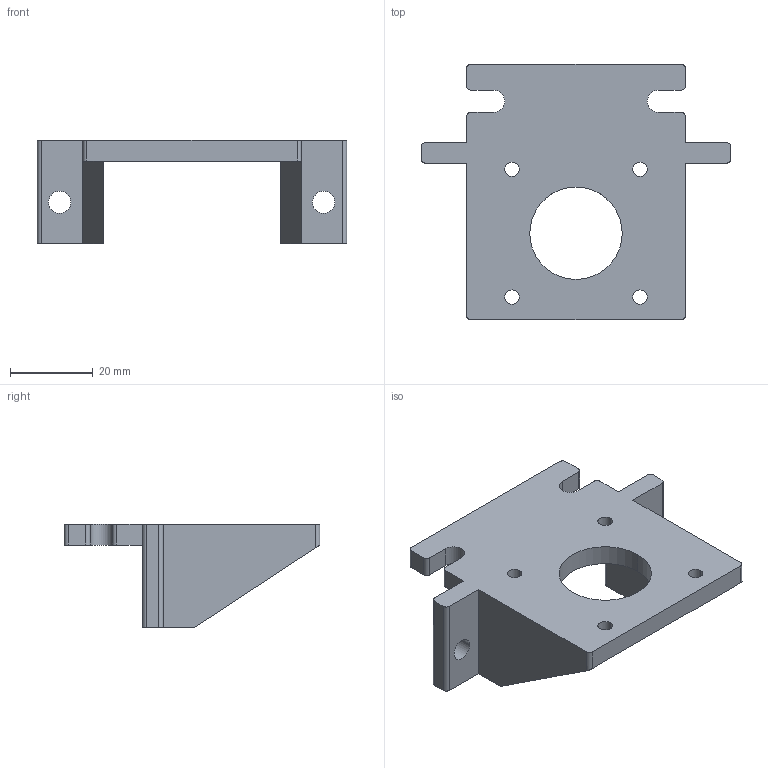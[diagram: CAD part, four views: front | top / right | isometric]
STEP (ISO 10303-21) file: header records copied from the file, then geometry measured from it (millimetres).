
FILE_DESCRIPTION((''),'2;1');
FILE_NAME('Z_MOTOR_MOUNT_1_0','2023-02-15T17:17:45',('matteo.grassi'),(''),'CREO PARAMETRIC BY PTC INC, 2018020','CREO PARAMETRIC BY PTC INC, 2018020','');
FILE_SCHEMA(('AUTOMOTIVE_DESIGN { 1 0 10303 214 1 1 1 1 }'));
Length unit declared in the file: millimetre
Products named in the file (1): Z_MOTOR_MOUNT_1_0
Bounding box: 75 x 62 x 25 mm (x, y, z)
Volume: 21843.9 mm3; surface area: 11202.8 mm2
Topology: 1 solids, 1 shells, 56 faces, 160 edges, 106 vertices
Faces by surface type: cylinder 30, plane 26
Entity records: 2531 total; most frequent: CARTESIAN_POINT 337, DIRECTION 330, ORIENTED_EDGE 320, PRESENTATION_STYLE_ASSIGNMENT 161, STYLED_ITEM 161, CURVE_STYLE 160, EDGE_CURVE 160, AXIS2_PLACEMENT_3D 115
